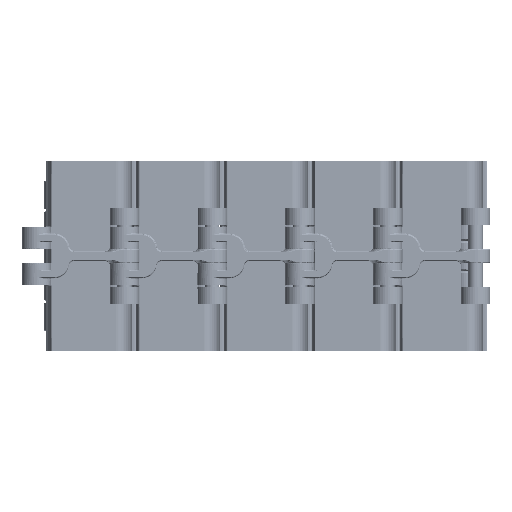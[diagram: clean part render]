
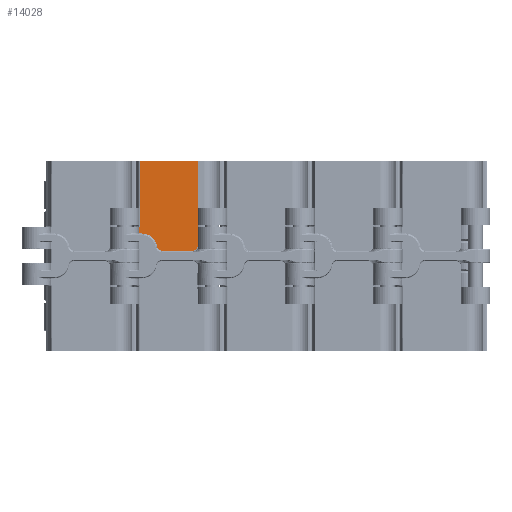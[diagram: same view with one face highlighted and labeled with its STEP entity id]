
A CAD part, front view. The second image highlights one B-rep face of the part: STEP entity #14028.
In plain terms, the highlighted planar face has unit normal (0, -1, 0).
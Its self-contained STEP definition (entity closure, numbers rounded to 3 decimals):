
#126 = EDGE_CURVE ( 'NONE', #6074, #12599, #2562, .T. ) ;
#241 = VECTOR ( 'NONE', #15861, 1000. ) ;
#244 = CARTESIAN_POINT ( 'NONE',  ( 13.081, 2.413, 12.878 ) ) ;
#380 = CARTESIAN_POINT ( 'NONE',  ( 11.663, 2.413, 2.286 ) ) ;
#392 = VECTOR ( 'NONE', #4137, 1000. ) ;
#480 = VERTEX_POINT ( 'NONE', #4888 ) ;
#636 = VECTOR ( 'NONE', #4103, 1000. ) ;
#666 = CIRCLE ( 'NONE', #10065, 0.381 ) ;
#742 = VERTEX_POINT ( 'NONE', #10084 ) ;
#779 = VECTOR ( 'NONE', #15971, 1000. ) ;
#834 = EDGE_CURVE ( 'NONE', #742, #7248, #13931, .T. ) ;
#1121 = VERTEX_POINT ( 'NONE', #9039 ) ;
#1440 = CARTESIAN_POINT ( 'NONE',  ( 19.05, 2.413, 13.259 ) ) ;
#1696 = PLANE ( 'NONE',  #17723 ) ;
#1782 = DIRECTION ( 'NONE',  ( 0., 0., 1. ) ) ;
#1838 = CARTESIAN_POINT ( 'NONE',  ( -11.43, 2.413, 9.779 ) ) ;
#2070 = CARTESIAN_POINT ( 'NONE',  ( 12.7, 2.413, 20.828 ) ) ;
#2268 = ORIENTED_EDGE ( 'NONE', *, *, #5279, .F. ) ;
#2306 = CARTESIAN_POINT ( 'NONE',  ( -3.762, 2.413, 2.286 ) ) ;
#2539 = B_SPLINE_CURVE_WITH_KNOTS ( 'NONE', 3,
 ( #3210, #5929, #17534, #14696, #16296, #17359 ),
 .UNSPECIFIED., .F., .F.,
 ( 4, 2, 4 ),
 ( 0., 0.5, 1. ),
 .UNSPECIFIED. ) ;
#2552 = ORIENTED_EDGE ( 'NONE', *, *, #11775, .F. ) ;
#2562 = LINE ( 'NONE', #8306, #11532 ) ;
#2586 = CARTESIAN_POINT ( 'NONE',  ( 0.19, 2.413, 9.779 ) ) ;
#2717 = ORIENTED_EDGE ( 'NONE', *, *, #7097, .F. ) ;
#2722 = EDGE_CURVE ( 'NONE', #10144, #10466, #12275, .T. ) ;
#2818 = EDGE_CURVE ( 'NONE', #7248, #17085, #6719, .T. ) ;
#2838 = VECTOR ( 'NONE', #5597, 1000. ) ;
#3107 = CARTESIAN_POINT ( 'NONE',  ( 12.7, 2.413, 7.952 ) ) ;
#3200 = DIRECTION ( 'NONE',  ( 0., 0., -1. ) ) ;
#3210 = CARTESIAN_POINT ( 'NONE',  ( -12.7, 2.413, 12.399 ) ) ;
#3211 = DIRECTION ( 'NONE',  ( 0., -1., 0. ) ) ;
#3388 = DIRECTION ( 'NONE',  ( 0., 0., -1. ) ) ;
#3468 = CARTESIAN_POINT ( 'NONE',  ( -4.783, 2.413, 4.106 ) ) ;
#3636 = CARTESIAN_POINT ( 'NONE',  ( -4.783, 2.413, 4.106 ) ) ;
#3728 = CARTESIAN_POINT ( 'NONE',  ( -12.369, 2.413, 21.78 ) ) ;
#3849 = VERTEX_POINT ( 'NONE', #4308 ) ;
#3958 = EDGE_LOOP ( 'NONE', ( #12873, #4928, #15575, #2268, #18228, #16653, #5138, #11661, #9764, #10705, #2552, #2717, #5992, #9350, #8643 ) ) ;
#4074 = CARTESIAN_POINT ( 'NONE',  ( -12.369, 2.413, 41.275 ) ) ;
#4103 = DIRECTION ( 'NONE',  ( -1., 0., 0. ) ) ;
#4137 = DIRECTION ( 'NONE',  ( 0., 0., -1. ) ) ;
#4308 = CARTESIAN_POINT ( 'NONE',  ( 12.954, 2.413, 13.259 ) ) ;
#4742 = CARTESIAN_POINT ( 'NONE',  ( 12.7, 2.413, 13.513 ) ) ;
#4756 = DIRECTION ( 'NONE',  ( 0., 0., 1. ) ) ;
#4888 = CARTESIAN_POINT ( 'NONE',  ( 12.7, 2.413, 4.043 ) ) ;
#4928 = ORIENTED_EDGE ( 'NONE', *, *, #2818, .F. ) ;
#5138 = ORIENTED_EDGE ( 'NONE', *, *, #16927, .F. ) ;
#5279 = EDGE_CURVE ( 'NONE', #12599, #742, #15371, .T. ) ;
#5578 = CARTESIAN_POINT ( 'NONE',  ( -12.7, 2.413, 21.78 ) ) ;
#5597 = DIRECTION ( 'NONE',  ( -1., 0., 0. ) ) ;
#5607 = LINE ( 'NONE', #7297, #11620 ) ;
#5611 = VERTEX_POINT ( 'NONE', #4742 ) ;
#5742 = CARTESIAN_POINT ( 'NONE',  ( 12.7, 2.413, 12.878 ) ) ;
#5837 = VERTEX_POINT ( 'NONE', #2070 ) ;
#5929 = CARTESIAN_POINT ( 'NONE',  ( -12.602, 2.413, 12.453 ) ) ;
#5986 = CARTESIAN_POINT ( 'NONE',  ( -11.43, 2.413, 9.779 ) ) ;
#5992 = ORIENTED_EDGE ( 'NONE', *, *, #16077, .F. ) ;
#6074 = VERTEX_POINT ( 'NONE', #10407 ) ;
#6122 = DIRECTION ( 'NONE',  ( 0., 1., 0. ) ) ;
#6281 = LINE ( 'NONE', #3107, #18224 ) ;
#6341 = DIRECTION ( 'NONE',  ( 0., -1., 0. ) ) ;
#6558 = CARTESIAN_POINT ( 'NONE',  ( -7.964, 2.413, 9.779 ) ) ;
#6719 = LINE ( 'NONE', #2586, #636 ) ;
#6914 = CARTESIAN_POINT ( 'NONE',  ( -4.608, 2.413, 3.008 ) ) ;
#7097 = EDGE_CURVE ( 'NONE', #1121, #5837, #17050, .T. ) ;
#7248 = VERTEX_POINT ( 'NONE', #5986 ) ;
#7297 = CARTESIAN_POINT ( 'NONE',  ( 4.723, 2.413, 41.275 ) ) ;
#7626 = FACE_OUTER_BOUND ( 'NONE', #3958, .T. ) ;
#7836 = CARTESIAN_POINT ( 'NONE',  ( -12.7, 2.413, 12.399 ) ) ;
#7863 = CARTESIAN_POINT ( 'NONE',  ( -12.369, 2.413, 12.954 ) ) ;
#7928 = AXIS2_PLACEMENT_3D ( 'NONE', #12378, #6341, #15029 ) ;
#8306 = CARTESIAN_POINT ( 'NONE',  ( 0.19, 2.413, 2.286 ) ) ;
#8336 = CARTESIAN_POINT ( 'NONE',  ( -2.65, 2.413, 2.286 ) ) ;
#8467 = EDGE_CURVE ( 'NONE', #480, #6074, #13824, .T. ) ;
#8643 = ORIENTED_EDGE ( 'NONE', *, *, #12174, .F. ) ;
#8890 = LINE ( 'NONE', #11547, #779 ) ;
#9039 = CARTESIAN_POINT ( 'NONE',  ( 12.7, 2.413, 41.275 ) ) ;
#9145 = CIRCLE ( 'NONE', #7928, 0.254 ) ;
#9282 = VERTEX_POINT ( 'NONE', #16502 ) ;
#9350 = ORIENTED_EDGE ( 'NONE', *, *, #2722, .F. ) ;
#9764 = ORIENTED_EDGE ( 'NONE', *, *, #17670, .T. ) ;
#10065 = AXIS2_PLACEMENT_3D ( 'NONE', #244, #3211, #3388 ) ;
#10084 = CARTESIAN_POINT ( 'NONE',  ( -4.783, 2.413, 4.106 ) ) ;
#10144 = VERTEX_POINT ( 'NONE', #7863 ) ;
#10407 = CARTESIAN_POINT ( 'NONE',  ( 10.579, 2.413, 2.286 ) ) ;
#10466 = VERTEX_POINT ( 'NONE', #4074 ) ;
#10536 = CARTESIAN_POINT ( 'NONE',  ( -5.327, 2.413, 7.529 ) ) ;
#10705 = ORIENTED_EDGE ( 'NONE', *, *, #17506, .F. ) ;
#10817 = EDGE_CURVE ( 'NONE', #9282, #17784, #666, .T. ) ;
#11532 = VECTOR ( 'NONE', #14238, 1000. ) ;
#11547 = CARTESIAN_POINT ( 'NONE',  ( 12.7, 2.413, 21.78 ) ) ;
#11620 = VECTOR ( 'NONE', #17308, 1000. ) ;
#11661 = ORIENTED_EDGE ( 'NONE', *, *, #10817, .F. ) ;
#11669 = CARTESIAN_POINT ( 'NONE',  ( -2.65, 2.413, 2.286 ) ) ;
#11775 = EDGE_CURVE ( 'NONE', #5837, #5611, #8890, .T. ) ;
#11815 = VECTOR ( 'NONE', #4756, 1000. ) ;
#11908 = CARTESIAN_POINT ( 'NONE',  ( 10.579, 2.413, 2.286 ) ) ;
#12174 = EDGE_CURVE ( 'NONE', #16310, #10144, #2539, .T. ) ;
#12275 = LINE ( 'NONE', #3728, #11815 ) ;
#12378 = CARTESIAN_POINT ( 'NONE',  ( 12.954, 2.413, 13.513 ) ) ;
#12599 = VERTEX_POINT ( 'NONE', #11669 ) ;
#12850 = LINE ( 'NONE', #1440, #2838 ) ;
#12873 = ORIENTED_EDGE ( 'NONE', *, *, #13818, .F. ) ;
#13058 = CARTESIAN_POINT ( 'NONE',  ( 12.7, 2.413, 21.78 ) ) ;
#13315 = CARTESIAN_POINT ( 'NONE',  ( 12.498, 2.413, 2.978 ) ) ;
#13818 = EDGE_CURVE ( 'NONE', #17085, #16310, #18512, .T. ) ;
#13824 =( BOUNDED_CURVE ( )  B_SPLINE_CURVE ( 3, ( #14738, #13315, #380, #11908 ),
 .UNSPECIFIED., .F., .T. ) 
 B_SPLINE_CURVE_WITH_KNOTS ( ( 4, 4 ),
 ( 0., 1. ),
 .UNSPECIFIED. ) 
 CURVE ( )  GEOMETRIC_REPRESENTATION_ITEM ( )  RATIONAL_B_SPLINE_CURVE ( ( 1., 0.847, 0.847, 1. ) ) 
 REPRESENTATION_ITEM ( '' )  );
#13918 = CARTESIAN_POINT ( 'NONE',  ( -12.7, 2.413, 9.779 ) ) ;
#13931 =( BOUNDED_CURVE ( )  B_SPLINE_CURVE ( 3, ( #3468, #10536, #6558, #1838 ),
 .UNSPECIFIED., .F., .T. ) 
 B_SPLINE_CURVE_WITH_KNOTS ( ( 4, 4 ),
 ( 0., 1. ),
 .UNSPECIFIED. ) 
 CURVE ( )  GEOMETRIC_REPRESENTATION_ITEM ( )  RATIONAL_B_SPLINE_CURVE ( ( 1., 0.84, 0.84, 1. ) ) 
 REPRESENTATION_ITEM ( '' )  );
#14028 = ADVANCED_FACE ( 'NONE', ( #7626 ), #1696, .F. ) ;
#14238 = DIRECTION ( 'NONE',  ( -1., 0., 0. ) ) ;
#14696 = CARTESIAN_POINT ( 'NONE',  ( -12.4, 2.413, 12.728 ) ) ;
#14711 = CARTESIAN_POINT ( 'NONE',  ( 0.19, 2.413, 21.78 ) ) ;
#14738 = CARTESIAN_POINT ( 'NONE',  ( 12.7, 2.413, 4.043 ) ) ;
#15029 = DIRECTION ( 'NONE',  ( 0., 0., 1. ) ) ;
#15371 =( BOUNDED_CURVE ( )  B_SPLINE_CURVE ( 3, ( #8336, #2306, #6914, #3636 ),
 .UNSPECIFIED., .F., .T. ) 
 B_SPLINE_CURVE_WITH_KNOTS ( ( 4, 4 ),
 ( 0., 1. ),
 .UNSPECIFIED. ) 
 CURVE ( )  GEOMETRIC_REPRESENTATION_ITEM ( )  RATIONAL_B_SPLINE_CURVE ( ( 1., 0.84, 0.84, 1. ) ) 
 REPRESENTATION_ITEM ( '' )  );
#15575 = ORIENTED_EDGE ( 'NONE', *, *, #834, .F. ) ;
#15861 = DIRECTION ( 'NONE',  ( 0., 0., 1. ) ) ;
#15971 = DIRECTION ( 'NONE',  ( 0., 0., -1. ) ) ;
#16077 = EDGE_CURVE ( 'NONE', #10466, #1121, #5607, .T. ) ;
#16296 = CARTESIAN_POINT ( 'NONE',  ( -12.369, 2.413, 12.84 ) ) ;
#16310 = VERTEX_POINT ( 'NONE', #7836 ) ;
#16502 = CARTESIAN_POINT ( 'NONE',  ( 13.081, 2.413, 13.259 ) ) ;
#16653 = ORIENTED_EDGE ( 'NONE', *, *, #8467, .F. ) ;
#16927 = EDGE_CURVE ( 'NONE', #17784, #480, #6281, .T. ) ;
#17050 = LINE ( 'NONE', #13058, #392 ) ;
#17085 = VERTEX_POINT ( 'NONE', #13918 ) ;
#17308 = DIRECTION ( 'NONE',  ( 1., 0., 0. ) ) ;
#17359 = CARTESIAN_POINT ( 'NONE',  ( -12.369, 2.413, 12.954 ) ) ;
#17506 = EDGE_CURVE ( 'NONE', #5611, #3849, #9145, .T. ) ;
#17534 = CARTESIAN_POINT ( 'NONE',  ( -12.517, 2.413, 12.533 ) ) ;
#17670 = EDGE_CURVE ( 'NONE', #9282, #3849, #12850, .T. ) ;
#17723 = AXIS2_PLACEMENT_3D ( 'NONE', #14711, #6122, #1782 ) ;
#17784 = VERTEX_POINT ( 'NONE', #5742 ) ;
#18224 = VECTOR ( 'NONE', #3200, 1000. ) ;
#18228 = ORIENTED_EDGE ( 'NONE', *, *, #126, .F. ) ;
#18512 = LINE ( 'NONE', #5578, #241 ) ;
